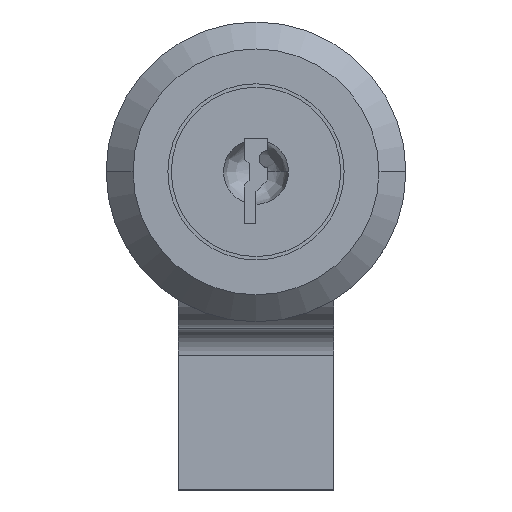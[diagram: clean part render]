
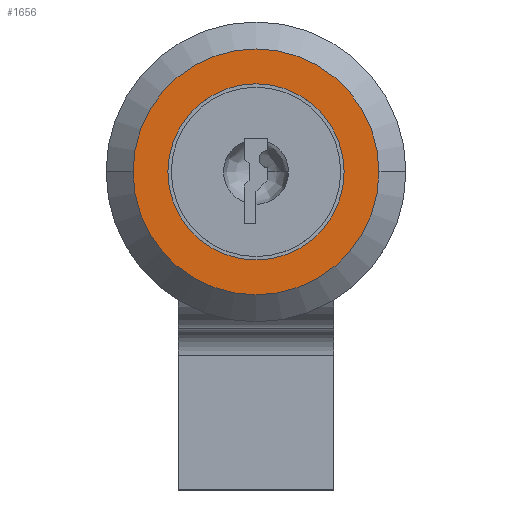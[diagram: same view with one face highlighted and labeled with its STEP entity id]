
A CAD part, top view. The second image highlights one B-rep face of the part: STEP entity #1656.
In plain terms, the highlighted planar face has unit normal (0, 0, 1).
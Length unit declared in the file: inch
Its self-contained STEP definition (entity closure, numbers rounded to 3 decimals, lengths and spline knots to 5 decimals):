
#32 = DIRECTION ( 'NONE',  ( 1., 0., 0. ) ) ;
#69 = VERTEX_POINT ( 'NONE', #733 ) ;
#256 = PLANE ( 'NONE',  #3181 ) ;
#359 = CIRCLE ( 'NONE', #1997, 0.36 ) ;
#377 = ORIENTED_EDGE ( 'NONE', *, *, #3029, .F. ) ;
#418 = DIRECTION ( 'NONE',  ( 0., 0., 1. ) ) ;
#720 = ORIENTED_EDGE ( 'NONE', *, *, #1696, .F. ) ;
#733 = CARTESIAN_POINT ( 'NONE',  ( 0.258, 0., 0.122 ) ) ;
#805 = DIRECTION ( 'NONE',  ( 0., 0., -1. ) ) ;
#825 = CARTESIAN_POINT ( 'NONE',  ( 0., 0., 0.122 ) ) ;
#907 = AXIS2_PLACEMENT_3D ( 'NONE', #1227, #418, #2866 ) ;
#1004 = EDGE_LOOP ( 'NONE', ( #2350, #720 ) ) ;
#1176 = CARTESIAN_POINT ( 'NONE',  ( -0.36, 0., 0.122 ) ) ;
#1227 = CARTESIAN_POINT ( 'NONE',  ( 0., 0., 0.122 ) ) ;
#1273 = CARTESIAN_POINT ( 'NONE',  ( -0.258, 0., 0.122 ) ) ;
#1376 = DIRECTION ( 'NONE',  ( -1., 0., 0. ) ) ;
#1422 = VERTEX_POINT ( 'NONE', #1996 ) ;
#1452 = VERTEX_POINT ( 'NONE', #1176 ) ;
#1492 = CARTESIAN_POINT ( 'NONE',  ( 0., 0., 0.122 ) ) ;
#1600 = DIRECTION ( 'NONE',  ( 0., 0., -1. ) ) ;
#1656 = ADVANCED_FACE ( 'NONE', ( #1880, #2205 ), #256, .F. ) ;
#1696 = EDGE_CURVE ( 'NONE', #2095, #69, #3378, .T. ) ;
#1751 = DIRECTION ( 'NONE',  ( 0., 0., -1. ) ) ;
#1880 = FACE_BOUND ( 'NONE', #1004, .T. ) ;
#1925 = CIRCLE ( 'NONE', #907, 0.258 ) ;
#1986 = EDGE_CURVE ( 'NONE', #69, #2095, #1925, .T. ) ;
#1996 = CARTESIAN_POINT ( 'NONE',  ( 0.36, 0., 0.122 ) ) ;
#1997 = AXIS2_PLACEMENT_3D ( 'NONE', #2164, #805, #1376 ) ;
#2095 = VERTEX_POINT ( 'NONE', #1273 ) ;
#2164 = CARTESIAN_POINT ( 'NONE',  ( 0., 0., 0.122 ) ) ;
#2205 = FACE_OUTER_BOUND ( 'NONE', #2427, .T. ) ;
#2295 = ORIENTED_EDGE ( 'NONE', *, *, #2384, .F. ) ;
#2350 = ORIENTED_EDGE ( 'NONE', *, *, #1986, .F. ) ;
#2384 = EDGE_CURVE ( 'NONE', #1452, #1422, #359, .T. ) ;
#2393 = DIRECTION ( 'NONE',  ( -1., 0., 0. ) ) ;
#2427 = EDGE_LOOP ( 'NONE', ( #2295, #377 ) ) ;
#2691 = CARTESIAN_POINT ( 'NONE',  ( 0., 0., 0.122 ) ) ;
#2864 = CIRCLE ( 'NONE', #3057, 0.36 ) ;
#2866 = DIRECTION ( 'NONE',  ( 1., 0., 0. ) ) ;
#3002 = AXIS2_PLACEMENT_3D ( 'NONE', #825, #3265, #32 ) ;
#3029 = EDGE_CURVE ( 'NONE', #1422, #1452, #2864, .T. ) ;
#3057 = AXIS2_PLACEMENT_3D ( 'NONE', #1492, #1751, #3076 ) ;
#3076 = DIRECTION ( 'NONE',  ( -1., 0., 0. ) ) ;
#3181 = AXIS2_PLACEMENT_3D ( 'NONE', #2691, #1600, #2393 ) ;
#3265 = DIRECTION ( 'NONE',  ( 0., 0., 1. ) ) ;
#3378 = CIRCLE ( 'NONE', #3002, 0.258 ) ;
